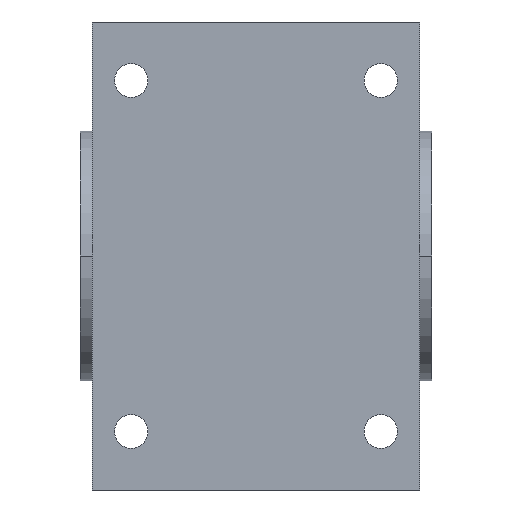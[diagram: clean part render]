
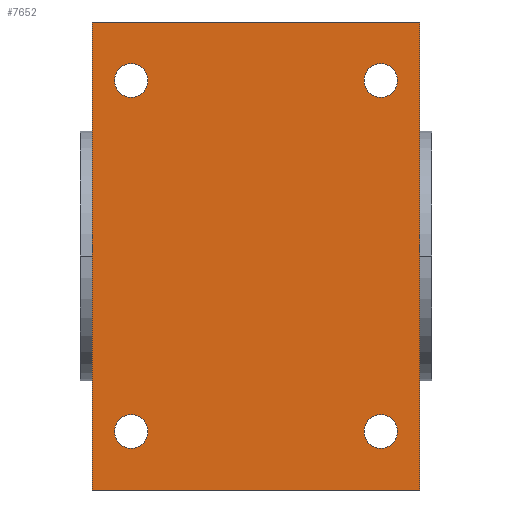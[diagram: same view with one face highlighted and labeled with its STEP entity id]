
A CAD part, front view. The second image highlights one B-rep face of the part: STEP entity #7652.
In plain terms, the highlighted planar face has unit normal (0, -1, 0).
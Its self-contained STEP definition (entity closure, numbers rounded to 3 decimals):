
#5557=DIRECTION('',(1.,0.,0.));
#5558=VECTOR('',#5557,42.);
#5559=CARTESIAN_POINT('',(1.5,0.,30.));
#5560=LINE('',#5559,#5558);
#5561=DIRECTION('',(-1.,0.,0.));
#5562=VECTOR('',#5561,42.);
#5563=CARTESIAN_POINT('',(43.5,0.,-30.));
#5564=LINE('',#5563,#5562);
#5565=DIRECTION('',(0.,0.,1.));
#5566=VECTOR('',#5565,60.);
#5567=CARTESIAN_POINT('',(1.5,0.,-30.));
#5568=LINE('',#5567,#5566);
#5569=CARTESIAN_POINT('',(6.5,0.,-22.5));
#5570=DIRECTION('',(0.,1.,0.));
#5571=DIRECTION('',(1.,0.,0.));
#5572=AXIS2_PLACEMENT_3D('',#5569,#5570,#5571);
#5574=CARTESIAN_POINT('',(6.5,0.,-22.5));
#5575=DIRECTION('',(0.,1.,0.));
#5576=DIRECTION('',(-1.,0.,0.));
#5577=AXIS2_PLACEMENT_3D('',#5574,#5575,#5576);
#5579=CARTESIAN_POINT('',(6.5,0.,22.5));
#5580=DIRECTION('',(0.,1.,0.));
#5581=DIRECTION('',(1.,0.,0.));
#5582=AXIS2_PLACEMENT_3D('',#5579,#5580,#5581);
#5584=CARTESIAN_POINT('',(6.5,0.,22.5));
#5585=DIRECTION('',(0.,1.,0.));
#5586=DIRECTION('',(-1.,0.,0.));
#5587=AXIS2_PLACEMENT_3D('',#5584,#5585,#5586);
#5589=CARTESIAN_POINT('',(38.5,0.,-22.5));
#5590=DIRECTION('',(0.,1.,0.));
#5591=DIRECTION('',(1.,0.,0.));
#5592=AXIS2_PLACEMENT_3D('',#5589,#5590,#5591);
#5594=CARTESIAN_POINT('',(38.5,0.,-22.5));
#5595=DIRECTION('',(0.,1.,0.));
#5596=DIRECTION('',(-1.,0.,0.));
#5597=AXIS2_PLACEMENT_3D('',#5594,#5595,#5596);
#5599=CARTESIAN_POINT('',(38.5,0.,22.5));
#5600=DIRECTION('',(0.,1.,0.));
#5601=DIRECTION('',(1.,0.,0.));
#5602=AXIS2_PLACEMENT_3D('',#5599,#5600,#5601);
#5604=CARTESIAN_POINT('',(38.5,0.,22.5));
#5605=DIRECTION('',(0.,1.,0.));
#5606=DIRECTION('',(-1.,0.,0.));
#5607=AXIS2_PLACEMENT_3D('',#5604,#5605,#5606);
#5629=DIRECTION('',(0.,0.,1.));
#5630=VECTOR('',#5629,60.);
#5631=CARTESIAN_POINT('',(43.5,0.,-30.));
#5632=LINE('',#5631,#5630);
#5685=CARTESIAN_POINT('',(43.5,0.,-30.));
#5687=VERTEX_POINT('',#5685);
#5690=CARTESIAN_POINT('',(1.5,0.,-30.));
#5692=VERTEX_POINT('',#5690);
#5693=CARTESIAN_POINT('',(43.5,0.,30.));
#5695=VERTEX_POINT('',#5693);
#5698=CARTESIAN_POINT('',(1.5,0.,30.));
#5700=VERTEX_POINT('',#5698);
#5781=CARTESIAN_POINT('',(8.65,0.,-22.5));
#5782=CARTESIAN_POINT('',(4.35,0.,-22.5));
#5783=VERTEX_POINT('',#5781);
#5784=VERTEX_POINT('',#5782);
#5789=CARTESIAN_POINT('',(8.65,0.,22.5));
#5790=CARTESIAN_POINT('',(4.35,0.,22.5));
#5791=VERTEX_POINT('',#5789);
#5792=VERTEX_POINT('',#5790);
#5797=CARTESIAN_POINT('',(40.65,0.,-22.5));
#5798=CARTESIAN_POINT('',(36.35,0.,-22.5));
#5799=VERTEX_POINT('',#5797);
#5800=VERTEX_POINT('',#5798);
#5805=CARTESIAN_POINT('',(40.65,0.,22.5));
#5806=CARTESIAN_POINT('',(36.35,0.,22.5));
#5807=VERTEX_POINT('',#5805);
#5808=VERTEX_POINT('',#5806);
#7614=CARTESIAN_POINT('',(16.9,0.,30.));
#7615=DIRECTION('',(0.,-1.,0.));
#7616=DIRECTION('',(0.,0.,-1.));
#7617=AXIS2_PLACEMENT_3D('',#7614,#7615,#7616);
#7618=PLANE('',#7617);
#7620=ORIENTED_EDGE('',*,*,#7619,.T.);
#7622=ORIENTED_EDGE('',*,*,#7621,.F.);
#7623=ORIENTED_EDGE('',*,*,#7602,.T.);
#7625=ORIENTED_EDGE('',*,*,#7624,.T.);
#7626=EDGE_LOOP('',(#7620,#7622,#7623,#7625));
#7627=FACE_OUTER_BOUND('',#7626,.F.);
#7629=ORIENTED_EDGE('',*,*,#7628,.F.);
#7631=ORIENTED_EDGE('',*,*,#7630,.F.);
#7632=EDGE_LOOP('',(#7629,#7631));
#7633=FACE_BOUND('',#7632,.F.);
#7635=ORIENTED_EDGE('',*,*,#7634,.F.);
#7637=ORIENTED_EDGE('',*,*,#7636,.F.);
#7638=EDGE_LOOP('',(#7635,#7637));
#7639=FACE_BOUND('',#7638,.F.);
#7641=ORIENTED_EDGE('',*,*,#7640,.F.);
#7643=ORIENTED_EDGE('',*,*,#7642,.F.);
#7644=EDGE_LOOP('',(#7641,#7643));
#7645=FACE_BOUND('',#7644,.F.);
#7647=ORIENTED_EDGE('',*,*,#7646,.F.);
#7649=ORIENTED_EDGE('',*,*,#7648,.F.);
#7650=EDGE_LOOP('',(#7647,#7649));
#7651=FACE_BOUND('',#7650,.F.);
#7652=ADVANCED_FACE('',(#7627,#7633,#7639,#7645,#7651),#7618,.T.);
#5573=CIRCLE('',#5572,2.15);
#5578=CIRCLE('',#5577,2.15);
#5583=CIRCLE('',#5582,2.15);
#5588=CIRCLE('',#5587,2.15);
#5593=CIRCLE('',#5592,2.15);
#5598=CIRCLE('',#5597,2.15);
#5603=CIRCLE('',#5602,2.15);
#5608=CIRCLE('',#5607,2.15);
#7602=EDGE_CURVE('',#5687,#5692,#5564,.T.);
#7619=EDGE_CURVE('',#5700,#5695,#5560,.T.);
#7621=EDGE_CURVE('',#5687,#5695,#5632,.T.);
#7624=EDGE_CURVE('',#5692,#5700,#5568,.T.);
#7628=EDGE_CURVE('',#5783,#5784,#5573,.T.);
#7630=EDGE_CURVE('',#5784,#5783,#5578,.T.);
#7634=EDGE_CURVE('',#5791,#5792,#5583,.T.);
#7636=EDGE_CURVE('',#5792,#5791,#5588,.T.);
#7640=EDGE_CURVE('',#5799,#5800,#5593,.T.);
#7642=EDGE_CURVE('',#5800,#5799,#5598,.T.);
#7646=EDGE_CURVE('',#5807,#5808,#5603,.T.);
#7648=EDGE_CURVE('',#5808,#5807,#5608,.T.);
